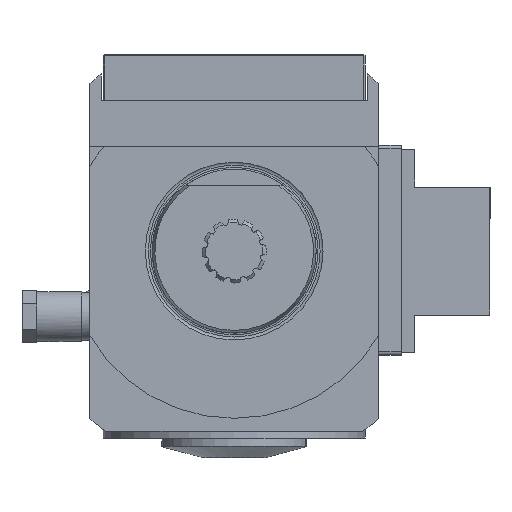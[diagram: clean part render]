
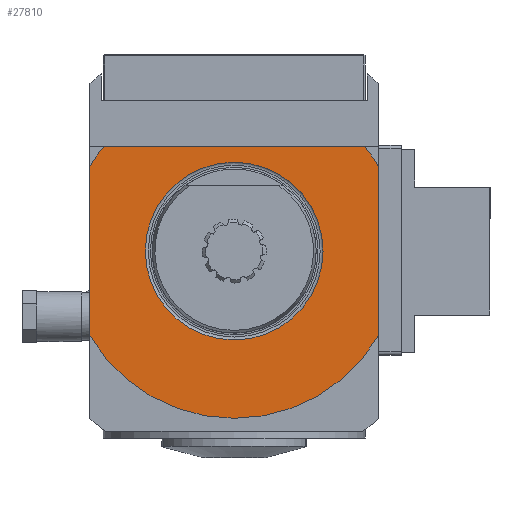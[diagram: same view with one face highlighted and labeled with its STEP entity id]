
A CAD part, front view. The second image highlights one B-rep face of the part: STEP entity #27810.
In plain terms, the highlighted planar face has unit normal (0, -1, 0).
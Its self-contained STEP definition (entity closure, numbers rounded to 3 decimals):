
#597 = EDGE_LOOP ( 'NONE', ( #5485, #21666, #30589, #9334, #16709, #18542 ) ) ;
#1688 = CIRCLE ( 'NONE', #7184, 51. ) ;
#1864 = FACE_OUTER_BOUND ( 'NONE', #597, .T. ) ;
#1896 = CARTESIAN_POINT ( 'NONE',  ( -44., -1., 0. ) ) ;
#2264 = EDGE_CURVE ( 'NONE', #8792, #10933, #7243, .T. ) ;
#2350 = CIRCLE ( 'NONE', #19826, 51. ) ;
#3230 = DIRECTION ( 'NONE',  ( -1., 0., 0. ) ) ;
#3699 = VERTEX_POINT ( 'NONE', #19386 ) ;
#3841 = EDGE_CURVE ( 'NONE', #23801, #8792, #8834, .T. ) ;
#4319 = CARTESIAN_POINT ( 'NONE',  ( -27.095, -1., 0. ) ) ;
#4791 = CARTESIAN_POINT ( 'NONE',  ( 44., -1., -25.788 ) ) ;
#5485 = ORIENTED_EDGE ( 'NONE', *, *, #17139, .F. ) ;
#6686 = CARTESIAN_POINT ( 'NONE',  ( -39.711, -1., 32. ) ) ;
#7002 = DIRECTION ( 'NONE',  ( 0., 1., 0. ) ) ;
#7184 = AXIS2_PLACEMENT_3D ( 'NONE', #10919, #8892, #27636 ) ;
#7243 = CIRCLE ( 'NONE', #15228, 51. ) ;
#7792 = AXIS2_PLACEMENT_3D ( 'NONE', #18007, #22987, #20520 ) ;
#8500 = DIRECTION ( 'NONE',  ( 0., 1., 0. ) ) ;
#8792 = VERTEX_POINT ( 'NONE', #4791 ) ;
#8834 = LINE ( 'NONE', #11971, #12360 ) ;
#8892 = DIRECTION ( 'NONE',  ( 0., 1., 0. ) ) ;
#9334 = ORIENTED_EDGE ( 'NONE', *, *, #26836, .T. ) ;
#10082 = CARTESIAN_POINT ( 'NONE',  ( 44., -1., 25.788 ) ) ;
#10249 = VECTOR ( 'NONE', #3230, 1000. ) ;
#10919 = CARTESIAN_POINT ( 'NONE',  ( 0., -1., 0. ) ) ;
#10933 = VERTEX_POINT ( 'NONE', #22659 ) ;
#11886 = ORIENTED_EDGE ( 'NONE', *, *, #16853, .F. ) ;
#11971 = CARTESIAN_POINT ( 'NONE',  ( 44., -1., 0. ) ) ;
#12360 = VECTOR ( 'NONE', #16676, 1000. ) ;
#12761 = VERTEX_POINT ( 'NONE', #6686 ) ;
#13354 = DIRECTION ( 'NONE',  ( 1., 0., 0. ) ) ;
#13901 = FACE_BOUND ( 'NONE', #24564, .T. ) ;
#15228 = AXIS2_PLACEMENT_3D ( 'NONE', #15721, #8500, #13354 ) ;
#15721 = CARTESIAN_POINT ( 'NONE',  ( 0., -1., 0. ) ) ;
#16252 = DIRECTION ( 'NONE',  ( 1., 0., 0. ) ) ;
#16676 = DIRECTION ( 'NONE',  ( 0., 0., -1. ) ) ;
#16709 = ORIENTED_EDGE ( 'NONE', *, *, #2264, .F. ) ;
#16853 = EDGE_CURVE ( 'NONE', #23067, #23067, #26249, .T. ) ;
#17139 = EDGE_CURVE ( 'NONE', #27381, #23801, #2350, .T. ) ;
#17589 = EDGE_CURVE ( 'NONE', #27381, #12761, #24615, .T. ) ;
#18007 = CARTESIAN_POINT ( 'NONE',  ( 0., -1., 0. ) ) ;
#18542 = ORIENTED_EDGE ( 'NONE', *, *, #3841, .F. ) ;
#18760 = DIRECTION ( 'NONE',  ( 0., 1., 0. ) ) ;
#18935 = VECTOR ( 'NONE', #28605, 1000. ) ;
#19386 = CARTESIAN_POINT ( 'NONE',  ( -44., -1., 25.788 ) ) ;
#19826 = AXIS2_PLACEMENT_3D ( 'NONE', #29809, #18760, #16252 ) ;
#19836 = CARTESIAN_POINT ( 'NONE',  ( -27.15, -1., 32. ) ) ;
#20520 = DIRECTION ( 'NONE',  ( -1., 0., 0. ) ) ;
#21151 = LINE ( 'NONE', #1896, #18935 ) ;
#21444 = DIRECTION ( 'NONE',  ( 1., 0., 0. ) ) ;
#21666 = ORIENTED_EDGE ( 'NONE', *, *, #17589, .T. ) ;
#22659 = CARTESIAN_POINT ( 'NONE',  ( -44., -1., -25.788 ) ) ;
#22987 = DIRECTION ( 'NONE',  ( 0., -1., 0. ) ) ;
#23067 = VERTEX_POINT ( 'NONE', #4319 ) ;
#23801 = VERTEX_POINT ( 'NONE', #10082 ) ;
#24564 = EDGE_LOOP ( 'NONE', ( #11886 ) ) ;
#24615 = LINE ( 'NONE', #19836, #10249 ) ;
#25573 = PLANE ( 'NONE',  #30095 ) ;
#26229 = CARTESIAN_POINT ( 'NONE',  ( -27.15, -1., 0. ) ) ;
#26249 = CIRCLE ( 'NONE', #7792, 27.095 ) ;
#26836 = EDGE_CURVE ( 'NONE', #3699, #10933, #21151, .T. ) ;
#27381 = VERTEX_POINT ( 'NONE', #28462 ) ;
#27636 = DIRECTION ( 'NONE',  ( 1., 0., 0. ) ) ;
#27810 = ADVANCED_FACE ( 'Defeature completata1_333', ( #1864, #13901 ), #25573, .F. ) ;
#28462 = CARTESIAN_POINT ( 'NONE',  ( 39.711, -1., 32. ) ) ;
#28605 = DIRECTION ( 'NONE',  ( 0., 0., -1. ) ) ;
#29719 = EDGE_CURVE ( 'NONE', #3699, #12761, #1688, .T. ) ;
#29809 = CARTESIAN_POINT ( 'NONE',  ( 0., -1., 0. ) ) ;
#30095 = AXIS2_PLACEMENT_3D ( 'NONE', #26229, #7002, #21444 ) ;
#30589 = ORIENTED_EDGE ( 'NONE', *, *, #29719, .F. ) ;
